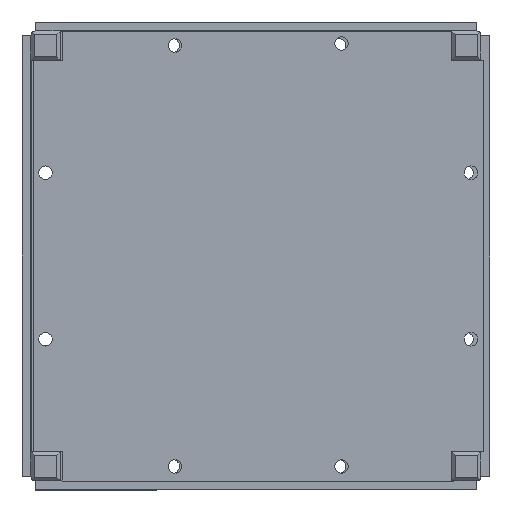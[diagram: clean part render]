
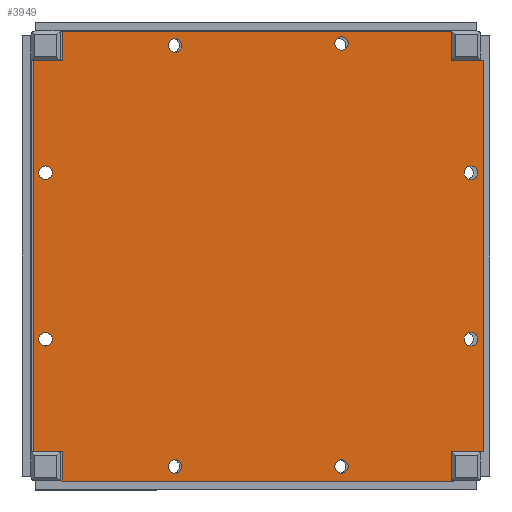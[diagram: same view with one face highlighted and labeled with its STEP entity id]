
A CAD part, left-side view. The second image highlights one B-rep face of the part: STEP entity #3949.
In plain terms, the highlighted planar face has unit normal (-1, 0, 0).
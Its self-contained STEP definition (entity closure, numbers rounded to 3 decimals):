
#187=FACE_BOUND('',#826,.T.);
#188=FACE_BOUND('',#827,.T.);
#189=FACE_BOUND('',#828,.T.);
#190=FACE_BOUND('',#829,.T.);
#191=FACE_BOUND('',#830,.T.);
#192=FACE_BOUND('',#831,.T.);
#193=FACE_BOUND('',#832,.T.);
#194=FACE_BOUND('',#833,.T.);
#343=PLANE('',#4313);
#519=FACE_OUTER_BOUND('',#825,.T.);
#825=EDGE_LOOP('',(#3489,#3490,#3491,#3492,#3493,#3494,#3495,#3496,#3497,
#3498,#3499,#3500));
#826=EDGE_LOOP('',(#3501));
#827=EDGE_LOOP('',(#3502));
#828=EDGE_LOOP('',(#3503));
#829=EDGE_LOOP('',(#3504));
#830=EDGE_LOOP('',(#3505));
#831=EDGE_LOOP('',(#3506));
#832=EDGE_LOOP('',(#3507));
#833=EDGE_LOOP('',(#3508));
#1197=LINE('',#6325,#1565);
#1201=LINE('',#6333,#1569);
#1204=LINE('',#6340,#1572);
#1208=LINE('',#6348,#1576);
#1211=LINE('',#6355,#1579);
#1215=LINE('',#6363,#1583);
#1218=LINE('',#6370,#1586);
#1222=LINE('',#6378,#1590);
#1226=LINE('',#6384,#1594);
#1228=LINE('',#6387,#1596);
#1229=LINE('',#6389,#1597);
#1230=LINE('',#6390,#1598);
#1565=VECTOR('',#5227,10.);
#1569=VECTOR('',#5233,10.);
#1572=VECTOR('',#5238,10.);
#1576=VECTOR('',#5244,10.);
#1579=VECTOR('',#5249,10.);
#1583=VECTOR('',#5255,10.);
#1586=VECTOR('',#5260,10.);
#1590=VECTOR('',#5266,10.);
#1594=VECTOR('',#5272,10.);
#1596=VECTOR('',#5276,10.);
#1597=VECTOR('',#5279,10.);
#1598=VECTOR('',#5280,10.);
#1745=CIRCLE('',#4314,1.5);
#1746=CIRCLE('',#4315,1.5);
#1747=CIRCLE('',#4316,1.5);
#1748=CIRCLE('',#4317,1.5);
#1749=CIRCLE('',#4318,1.5);
#1750=CIRCLE('',#4319,1.5);
#1751=CIRCLE('',#4320,1.5);
#1752=CIRCLE('',#4321,1.5);
#2041=VERTEX_POINT('',#6323);
#2042=VERTEX_POINT('',#6324);
#2045=VERTEX_POINT('',#6332);
#2047=VERTEX_POINT('',#6338);
#2048=VERTEX_POINT('',#6339);
#2051=VERTEX_POINT('',#6347);
#2053=VERTEX_POINT('',#6353);
#2054=VERTEX_POINT('',#6354);
#2057=VERTEX_POINT('',#6362);
#2059=VERTEX_POINT('',#6368);
#2060=VERTEX_POINT('',#6369);
#2063=VERTEX_POINT('',#6377);
#2065=VERTEX_POINT('',#6391);
#2066=VERTEX_POINT('',#6393);
#2067=VERTEX_POINT('',#6395);
#2068=VERTEX_POINT('',#6397);
#2069=VERTEX_POINT('',#6399);
#2070=VERTEX_POINT('',#6401);
#2071=VERTEX_POINT('',#6403);
#2072=VERTEX_POINT('',#6405);
#2525=EDGE_CURVE('',#2041,#2042,#1197,.T.);
#2529=EDGE_CURVE('',#2042,#2045,#1201,.T.);
#2532=EDGE_CURVE('',#2047,#2048,#1204,.T.);
#2536=EDGE_CURVE('',#2051,#2047,#1208,.T.);
#2539=EDGE_CURVE('',#2053,#2054,#1211,.T.);
#2543=EDGE_CURVE('',#2057,#2053,#1215,.T.);
#2546=EDGE_CURVE('',#2059,#2060,#1218,.T.);
#2550=EDGE_CURVE('',#2060,#2063,#1222,.T.);
#2554=EDGE_CURVE('',#2045,#2057,#1226,.T.);
#2556=EDGE_CURVE('',#2054,#2059,#1228,.T.);
#2557=EDGE_CURVE('',#2063,#2051,#1229,.T.);
#2558=EDGE_CURVE('',#2048,#2041,#1230,.T.);
#2559=EDGE_CURVE('',#2065,#2065,#1745,.T.);
#2560=EDGE_CURVE('',#2066,#2066,#1746,.T.);
#2561=EDGE_CURVE('',#2067,#2067,#1747,.T.);
#2562=EDGE_CURVE('',#2068,#2068,#1748,.T.);
#2563=EDGE_CURVE('',#2069,#2069,#1749,.T.);
#2564=EDGE_CURVE('',#2070,#2070,#1750,.T.);
#2565=EDGE_CURVE('',#2071,#2071,#1751,.T.);
#2566=EDGE_CURVE('',#2072,#2072,#1752,.T.);
#3489=ORIENTED_EDGE('',*,*,#2525,.T.);
#3490=ORIENTED_EDGE('',*,*,#2529,.T.);
#3491=ORIENTED_EDGE('',*,*,#2554,.T.);
#3492=ORIENTED_EDGE('',*,*,#2543,.T.);
#3493=ORIENTED_EDGE('',*,*,#2539,.T.);
#3494=ORIENTED_EDGE('',*,*,#2556,.T.);
#3495=ORIENTED_EDGE('',*,*,#2546,.T.);
#3496=ORIENTED_EDGE('',*,*,#2550,.T.);
#3497=ORIENTED_EDGE('',*,*,#2557,.T.);
#3498=ORIENTED_EDGE('',*,*,#2536,.T.);
#3499=ORIENTED_EDGE('',*,*,#2532,.T.);
#3500=ORIENTED_EDGE('',*,*,#2558,.T.);
#3501=ORIENTED_EDGE('',*,*,#2559,.T.);
#3502=ORIENTED_EDGE('',*,*,#2560,.T.);
#3503=ORIENTED_EDGE('',*,*,#2561,.T.);
#3504=ORIENTED_EDGE('',*,*,#2562,.T.);
#3505=ORIENTED_EDGE('',*,*,#2563,.T.);
#3506=ORIENTED_EDGE('',*,*,#2564,.T.);
#3507=ORIENTED_EDGE('',*,*,#2565,.T.);
#3508=ORIENTED_EDGE('',*,*,#2566,.T.);
#3949=ADVANCED_FACE('',(#519,#187,#188,#189,#190,#191,#192,#193,#194),#343,
 .T.);
#4313=AXIS2_PLACEMENT_3D('',#6388,#5277,#5278);
#4314=AXIS2_PLACEMENT_3D('',#6392,#5281,#5282);
#4315=AXIS2_PLACEMENT_3D('',#6394,#5283,#5284);
#4316=AXIS2_PLACEMENT_3D('',#6396,#5285,#5286);
#4317=AXIS2_PLACEMENT_3D('',#6398,#5287,#5288);
#4318=AXIS2_PLACEMENT_3D('',#6400,#5289,#5290);
#4319=AXIS2_PLACEMENT_3D('',#6402,#5291,#5292);
#4320=AXIS2_PLACEMENT_3D('',#6404,#5293,#5294);
#4321=AXIS2_PLACEMENT_3D('',#6406,#5295,#5296);
#5227=DIRECTION('',(0.,0.,-1.));
#5233=DIRECTION('',(0.,1.,0.));
#5238=DIRECTION('',(0.,0.,1.));
#5244=DIRECTION('',(0.,1.,0.));
#5249=DIRECTION('',(0.,0.,-1.));
#5255=DIRECTION('',(0.,-1.,0.));
#5260=DIRECTION('',(0.,0.,1.));
#5266=DIRECTION('',(0.,-1.,0.));
#5272=DIRECTION('',(0.,0.,-1.));
#5276=DIRECTION('',(0.,-1.,0.));
#5277=DIRECTION('center_axis',(-1.,0.,0.));
#5278=DIRECTION('ref_axis',(0.,0.,1.));
#5279=DIRECTION('',(0.,0.,1.));
#5280=DIRECTION('',(0.,1.,0.));
#5281=DIRECTION('center_axis',(1.,0.,0.));
#5282=DIRECTION('ref_axis',(0.,0.,-1.));
#5283=DIRECTION('center_axis',(1.,0.,0.));
#5284=DIRECTION('ref_axis',(0.,0.,-1.));
#5285=DIRECTION('center_axis',(1.,0.,0.));
#5286=DIRECTION('ref_axis',(0.,0.,-1.));
#5287=DIRECTION('center_axis',(1.,0.,0.));
#5288=DIRECTION('ref_axis',(0.,0.,-1.));
#5289=DIRECTION('center_axis',(1.,0.,0.));
#5290=DIRECTION('ref_axis',(0.,0.,-1.));
#5291=DIRECTION('center_axis',(1.,0.,0.));
#5292=DIRECTION('ref_axis',(0.,0.,-1.));
#5293=DIRECTION('center_axis',(1.,0.,0.));
#5294=DIRECTION('ref_axis',(0.,0.,-1.));
#5295=DIRECTION('center_axis',(1.,0.,0.));
#5296=DIRECTION('ref_axis',(0.,0.,-1.));
#6323=CARTESIAN_POINT('',(-2.,93.5,100.));
#6324=CARTESIAN_POINT('',(-2.,93.5,93.5));
#6325=CARTESIAN_POINT('',(-2.,93.5,71.75));
#6332=CARTESIAN_POINT('',(-2.,100.,93.5));
#6333=CARTESIAN_POINT('',(-2.,75.,93.5));
#6338=CARTESIAN_POINT('',(-2.,6.5,93.5));
#6339=CARTESIAN_POINT('',(-2.,6.5,100.));
#6340=CARTESIAN_POINT('',(-2.,6.5,75.));
#6347=CARTESIAN_POINT('',(-2.,0.,93.5));
#6348=CARTESIAN_POINT('',(-2.,28.25,93.5));
#6353=CARTESIAN_POINT('',(-2.,93.5,6.5));
#6354=CARTESIAN_POINT('',(-2.,93.5,0.));
#6355=CARTESIAN_POINT('',(-2.,93.5,25.));
#6362=CARTESIAN_POINT('',(-2.,100.,6.5));
#6363=CARTESIAN_POINT('',(-2.,71.75,6.5));
#6368=CARTESIAN_POINT('',(-2.,6.5,0.));
#6369=CARTESIAN_POINT('',(-2.,6.5,6.5));
#6370=CARTESIAN_POINT('',(-2.,6.5,28.25));
#6377=CARTESIAN_POINT('',(-2.,0.,6.5));
#6378=CARTESIAN_POINT('',(-2.,25.,6.5));
#6384=CARTESIAN_POINT('',(-2.,100.,100.));
#6387=CARTESIAN_POINT('',(-2.,100.,0.));
#6388=CARTESIAN_POINT('Origin',(-2.,50.,50.));
#6389=CARTESIAN_POINT('',(-2.,0.,0.));
#6390=CARTESIAN_POINT('',(-2.,0.,100.));
#6391=CARTESIAN_POINT('',(-2.,31.5,98.75));
#6392=CARTESIAN_POINT('Origin',(-2.,31.5,97.25));
#6393=CARTESIAN_POINT('',(-2.,68.5,4.75));
#6394=CARTESIAN_POINT('Origin',(-2.,68.5,3.25));
#6395=CARTESIAN_POINT('',(-2.,68.5,98.25));
#6396=CARTESIAN_POINT('Origin',(-2.,68.5,96.75));
#6397=CARTESIAN_POINT('',(-2.,31.5,4.75));
#6398=CARTESIAN_POINT('Origin',(-2.,31.5,3.25));
#6399=CARTESIAN_POINT('',(-2.,2.75,70.));
#6400=CARTESIAN_POINT('Origin',(-2.,2.75,68.5));
#6401=CARTESIAN_POINT('',(-2.,97.25,33.));
#6402=CARTESIAN_POINT('Origin',(-2.,97.25,31.5));
#6403=CARTESIAN_POINT('',(-2.,97.25,70.));
#6404=CARTESIAN_POINT('Origin',(-2.,97.25,68.5));
#6405=CARTESIAN_POINT('',(-2.,2.75,33.));
#6406=CARTESIAN_POINT('Origin',(-2.,2.75,31.5));
